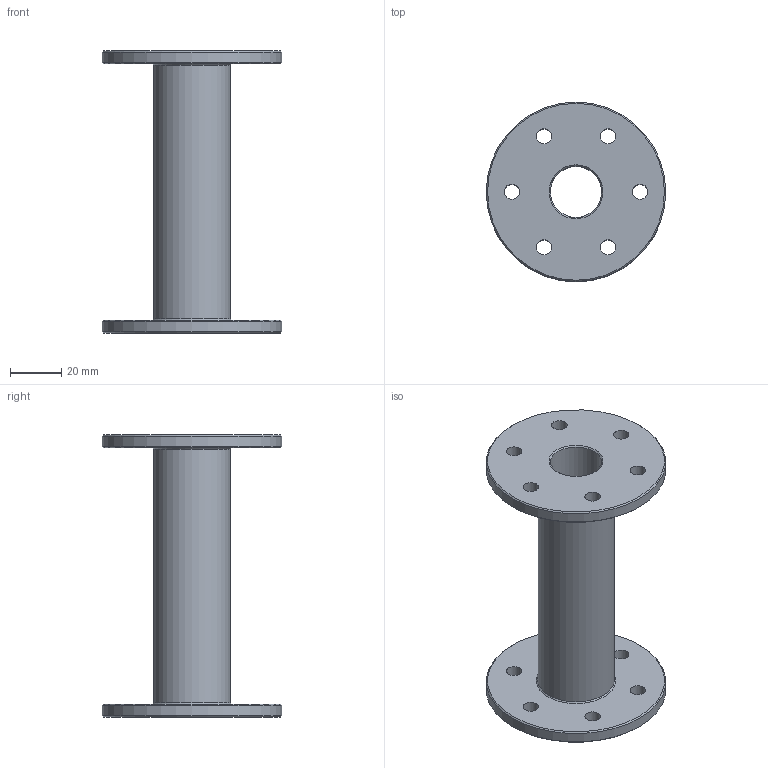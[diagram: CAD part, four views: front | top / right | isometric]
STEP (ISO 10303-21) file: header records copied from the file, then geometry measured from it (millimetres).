
FILE_DESCRIPTION(/* description */ (''),/* implementation_level */ '2;1');
FILE_NAME(/* name */ 'arbre_ecarteur_helice v3.step',/* time_stamp */ '2024-03-14T22:03:16+01:00',/* author */ (''),/* organization */ (''),/* preprocessor_version */ 'ST-DEVELOPER v20',/* originating_system */ 'Autodesk Translation Framework v12.14.0.127',/* authorisation */ '');
FILE_SCHEMA (('AUTOMOTIVE_DESIGN { 1 0 10303 214 3 1 1 }'));
Length unit declared in the file: millimetre
Products named in the file (1): arbre_ecarteur_helice
Bounding box: 70 x 70 x 110 mm (x, y, z)
Volume: 72814.8 mm3; surface area: 31989.9 mm2
Topology: 1 solids, 1 shells, 28 faces, 72 edges, 48 vertices
Faces by surface type: cylinder 16, cone 8, plane 4
Full cylindrical faces by diameter (mm): 6 x12, 20 x1, 30 x1, 70 x2
Entity records: 976 total; most frequent: DIRECTION 178, CARTESIAN_POINT 149, ORIENTED_EDGE 144, AXIS2_PLACEMENT_3D 77, EDGE_CURVE 72, EDGE_LOOP 56, CIRCLE 48, VERTEX_POINT 48
